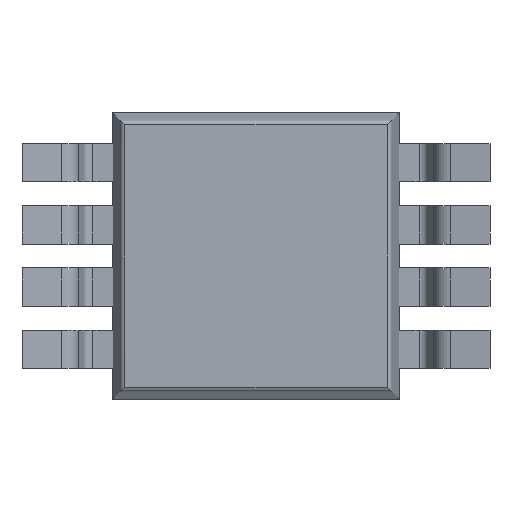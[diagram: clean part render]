
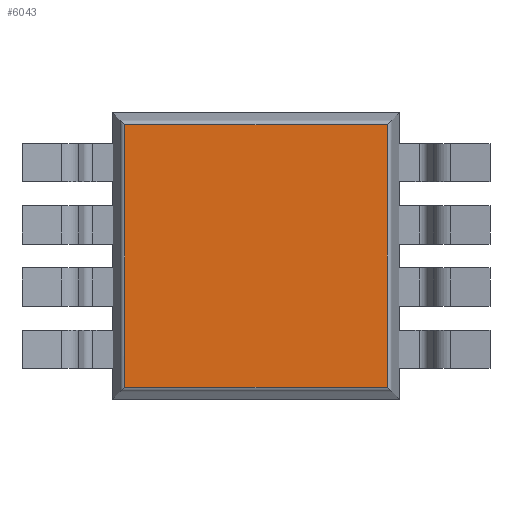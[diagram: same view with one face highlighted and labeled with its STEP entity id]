
A CAD part, front view. The second image highlights one B-rep face of the part: STEP entity #6043.
In plain terms, the highlighted planar face has unit normal (0, -1, 0).
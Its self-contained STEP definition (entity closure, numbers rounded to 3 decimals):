
#443 = VERTEX_POINT ( 'NONE', #2174 ) ;
#595 = VERTEX_POINT ( 'NONE', #6756 ) ;
#945 = PLANE ( 'NONE',  #1302 ) ;
#1224 = ORIENTED_EDGE ( 'NONE', *, *, #2254, .T. ) ;
#1248 = DIRECTION ( 'NONE',  ( -1., 0., 0. ) ) ;
#1285 = DIRECTION ( 'NONE',  ( 0., 0., -1. ) ) ;
#1302 = AXIS2_PLACEMENT_3D ( 'NONE', #1485, #5291, #6384 ) ;
#1485 = CARTESIAN_POINT ( 'NONE',  ( 0., -0.425, 0. ) ) ;
#1693 = VECTOR ( 'NONE', #1248, 1000. ) ;
#1738 = CARTESIAN_POINT ( 'NONE',  ( 0., -0.425, -1.372 ) ) ;
#1907 = DIRECTION ( 'NONE',  ( 0., 0., 1. ) ) ;
#1984 = EDGE_CURVE ( 'NONE', #2579, #443, #4605, .T. ) ;
#2174 = CARTESIAN_POINT ( 'NONE',  ( -1.372, -0.425, 1.372 ) ) ;
#2254 = EDGE_CURVE ( 'NONE', #443, #5883, #5535, .T. ) ;
#2372 = VECTOR ( 'NONE', #5548, 1000. ) ;
#2555 = EDGE_CURVE ( 'NONE', #5883, #595, #5276, .T. ) ;
#2579 = VERTEX_POINT ( 'NONE', #6610 ) ;
#3248 = EDGE_CURVE ( 'NONE', #595, #2579, #6897, .T. ) ;
#3519 = VECTOR ( 'NONE', #1285, 1000. ) ;
#3791 = ORIENTED_EDGE ( 'NONE', *, *, #1984, .T. ) ;
#4007 = CARTESIAN_POINT ( 'NONE',  ( -1.372, -0.425, 0. ) ) ;
#4256 = VECTOR ( 'NONE', #1907, 1000. ) ;
#4529 = CARTESIAN_POINT ( 'NONE',  ( 0., -0.425, 1.372 ) ) ;
#4605 = LINE ( 'NONE', #4529, #1693 ) ;
#5276 = LINE ( 'NONE', #1738, #2372 ) ;
#5291 = DIRECTION ( 'NONE',  ( 0., 1., 0. ) ) ;
#5389 = ORIENTED_EDGE ( 'NONE', *, *, #3248, .T. ) ;
#5467 = EDGE_LOOP ( 'NONE', ( #3791, #1224, #5889, #5389 ) ) ;
#5535 = LINE ( 'NONE', #4007, #3519 ) ;
#5548 = DIRECTION ( 'NONE',  ( 1., 0., 0. ) ) ;
#5883 = VERTEX_POINT ( 'NONE', #6672 ) ;
#5889 = ORIENTED_EDGE ( 'NONE', *, *, #2555, .T. ) ;
#6043 = ADVANCED_FACE ( 'NONE', ( #6132 ), #945, .F. ) ;
#6129 = CARTESIAN_POINT ( 'NONE',  ( 1.372, -0.425, 0. ) ) ;
#6132 = FACE_OUTER_BOUND ( 'NONE', #5467, .T. ) ;
#6384 = DIRECTION ( 'NONE',  ( 0., 0., 1. ) ) ;
#6610 = CARTESIAN_POINT ( 'NONE',  ( 1.372, -0.425, 1.372 ) ) ;
#6672 = CARTESIAN_POINT ( 'NONE',  ( -1.372, -0.425, -1.372 ) ) ;
#6756 = CARTESIAN_POINT ( 'NONE',  ( 1.372, -0.425, -1.372 ) ) ;
#6897 = LINE ( 'NONE', #6129, #4256 ) ;
